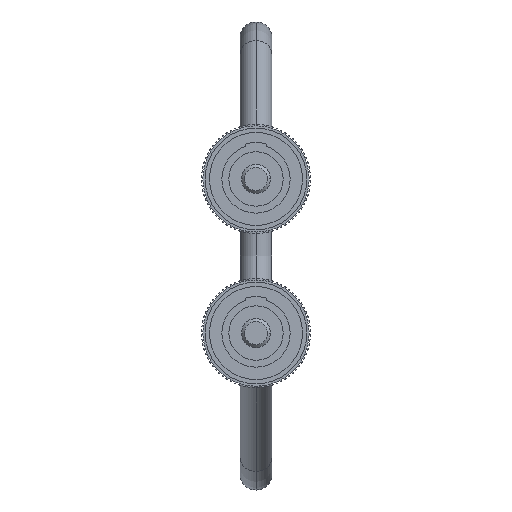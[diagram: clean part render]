
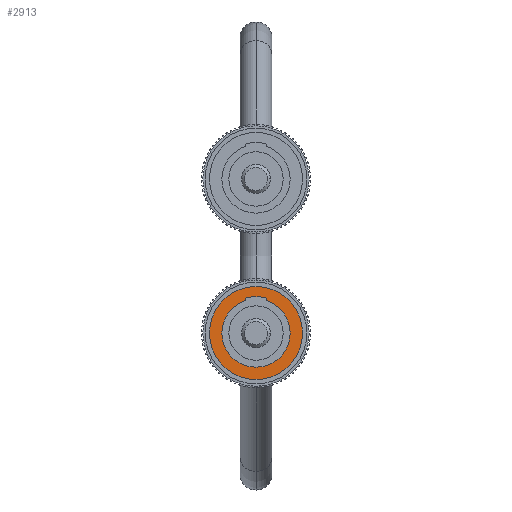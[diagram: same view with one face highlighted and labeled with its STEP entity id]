
A CAD part, left-side view. The second image highlights one B-rep face of the part: STEP entity #2913.
In plain terms, the highlighted face is planar.
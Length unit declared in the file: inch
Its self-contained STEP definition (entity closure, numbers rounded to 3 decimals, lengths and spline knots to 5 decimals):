
#1937 = EDGE_CURVE ( 'NONE', #2028, #1938, #6932, .T. ) ;
#1938 = VERTEX_POINT ( 'NONE', #6957 ) ;
#1958 = EDGE_CURVE ( 'NONE', #1938, #1959, #6922, .T. ) ;
#1959 = VERTEX_POINT ( 'NONE', #6917 ) ;
#2028 = VERTEX_POINT ( 'NONE', #7108 ) ;
#2102 = VERTEX_POINT ( 'NONE', #7208 ) ;
#2121 = VERTEX_POINT ( 'NONE', #7327 ) ;
#2131 = EDGE_CURVE ( 'NONE', #2102, #2121, #7281, .T. ) ;
#2913 = ADVANCED_FACE ( 'NONE', ( #9747, #9746 ), #9745, .T. ) ;
#2933 = EDGE_LOOP ( 'NONE', ( #2934, #2977 ) ) ;
#2934 = ORIENTED_EDGE ( 'NONE', *, *, #2935, .T. ) ;
#2935 = EDGE_CURVE ( 'NONE', #2121, #2102, #9854, .T. ) ;
#2936 = VERTEX_POINT ( 'NONE', #9855 ) ;
#2937 = ORIENTED_EDGE ( 'NONE', *, *, #2938, .F. ) ;
#2938 = EDGE_CURVE ( 'NONE', #2939, #2936, #9874, .T. ) ;
#2939 = VERTEX_POINT ( 'NONE', #9789 ) ;
#2966 = ORIENTED_EDGE ( 'NONE', *, *, #2967, .F. ) ;
#2967 = EDGE_CURVE ( 'NONE', #3048, #2939, #9816, .T. ) ;
#2977 = ORIENTED_EDGE ( 'NONE', *, *, #2131, .T. ) ;
#2978 = EDGE_LOOP ( 'NONE', ( #2979, #3049, #3050, #3051, #2937, #2966 ) ) ;
#2979 = ORIENTED_EDGE ( 'NONE', *, *, #2980, .F. ) ;
#2980 = EDGE_CURVE ( 'NONE', #1959, #3048, #9971, .T. ) ;
#3048 = VERTEX_POINT ( 'NONE', #10049 ) ;
#3049 = ORIENTED_EDGE ( 'NONE', *, *, #1958, .F. ) ;
#3050 = ORIENTED_EDGE ( 'NONE', *, *, #1937, .F. ) ;
#3051 = ORIENTED_EDGE ( 'NONE', *, *, #3052, .F. ) ;
#3052 = EDGE_CURVE ( 'NONE', #2936, #2028, #10048, .T. ) ;
#6917 = CARTESIAN_POINT ( 'NONE',  ( -0.11217, 0.185, -0.035 ) ) ;
#6918 = DIRECTION ( 'NONE',  ( 0., 0., 1. ) ) ;
#6919 = DIRECTION ( 'NONE',  ( 0., 1., 0. ) ) ;
#6920 = CARTESIAN_POINT ( 'NONE',  ( 0., 0.185, 0. ) ) ;
#6921 = AXIS2_PLACEMENT_3D ( 'NONE', #6920, #6919, #6918 ) ;
#6922 = CIRCLE ( 'NONE', #6921, 0.1175 ) ;
#6929 = DIRECTION ( 'NONE',  ( 0., 1., 0. ) ) ;
#6930 = CARTESIAN_POINT ( 'NONE',  ( 0., 0.185, 0. ) ) ;
#6931 = AXIS2_PLACEMENT_3D ( 'NONE', #6930, #6929, #6958 ) ;
#6932 = CIRCLE ( 'NONE', #6931, 0.1175 ) ;
#6957 = CARTESIAN_POINT ( 'NONE',  ( 0., 0.185, -0.1175 ) ) ;
#6958 = DIRECTION ( 'NONE',  ( 0., 0., 1. ) ) ;
#7108 = CARTESIAN_POINT ( 'NONE',  ( 0., 0.185, 0.1175 ) ) ;
#7208 = CARTESIAN_POINT ( 'NONE',  ( 0., 0.185, -0.16 ) ) ;
#7280 = CARTESIAN_POINT ( 'NONE',  ( 0., 0.185, 0. ) ) ;
#7281 = CIRCLE ( 'NONE', #7387, 0.16 ) ;
#7327 = CARTESIAN_POINT ( 'NONE',  ( 0., 0.185, 0.16 ) ) ;
#7385 = DIRECTION ( 'NONE',  ( 0., 0., 1. ) ) ;
#7386 = DIRECTION ( 'NONE',  ( 0., 1., 0. ) ) ;
#7387 = AXIS2_PLACEMENT_3D ( 'NONE', #7280, #7386, #7385 ) ;
#9740 = DIRECTION ( 'NONE',  ( 0., 0., 1. ) ) ;
#9741 = DIRECTION ( 'NONE',  ( 0., 1., 0. ) ) ;
#9742 = CARTESIAN_POINT ( 'NONE',  ( 0., 0.185, 0. ) ) ;
#9743 = AXIS2_PLACEMENT_3D ( 'NONE', #9742, #9741, #9740 ) ;
#9745 = PLANE ( 'NONE',  #9743 ) ;
#9746 = FACE_BOUND ( 'NONE', #2978, .T. ) ;
#9747 = FACE_OUTER_BOUND ( 'NONE', #2933, .T. ) ;
#9789 = CARTESIAN_POINT ( 'NONE',  ( -0.12, 0.185, 0.035 ) ) ;
#9790 = DIRECTION ( 'NONE',  ( 1., 0., 0. ) ) ;
#9812 = DIRECTION ( 'NONE',  ( 0., 0., 1. ) ) ;
#9813 = DIRECTION ( 'NONE',  ( 0., 1., 0. ) ) ;
#9814 = CARTESIAN_POINT ( 'NONE',  ( 0., 0.185, 0. ) ) ;
#9815 = AXIS2_PLACEMENT_3D ( 'NONE', #9814, #9813, #9812 ) ;
#9816 = CIRCLE ( 'NONE', #9815, 0.125 ) ;
#9819 = CARTESIAN_POINT ( 'NONE',  ( 0., 0.185, 0. ) ) ;
#9853 = AXIS2_PLACEMENT_3D ( 'NONE', #9819, #9869, #9868 ) ;
#9854 = CIRCLE ( 'NONE', #9853, 0.16 ) ;
#9855 = CARTESIAN_POINT ( 'NONE',  ( -0.11217, 0.185, 0.035 ) ) ;
#9868 = DIRECTION ( 'NONE',  ( 0., 0., 1. ) ) ;
#9869 = DIRECTION ( 'NONE',  ( 0., 1., 0. ) ) ;
#9872 = VECTOR ( 'NONE', #9790, 39.37008 ) ;
#9873 = CARTESIAN_POINT ( 'NONE',  ( -0.11217, 0.185, 0.035 ) ) ;
#9874 = LINE ( 'NONE', #9873, #9872 ) ;
#9969 = VECTOR ( 'NONE', #9972, 39.37008 ) ;
#9970 = CARTESIAN_POINT ( 'NONE',  ( -0.11217, 0.185, -0.035 ) ) ;
#9971 = LINE ( 'NONE', #9970, #9969 ) ;
#9972 = DIRECTION ( 'NONE',  ( -1., 0., 0. ) ) ;
#10038 = DIRECTION ( 'NONE',  ( 0., 0., 1. ) ) ;
#10039 = DIRECTION ( 'NONE',  ( 0., 1., 0. ) ) ;
#10046 = CARTESIAN_POINT ( 'NONE',  ( 0., 0.185, 0. ) ) ;
#10047 = AXIS2_PLACEMENT_3D ( 'NONE', #10046, #10039, #10038 ) ;
#10048 = CIRCLE ( 'NONE', #10047, 0.1175 ) ;
#10049 = CARTESIAN_POINT ( 'NONE',  ( -0.12, 0.185, -0.035 ) ) ;
